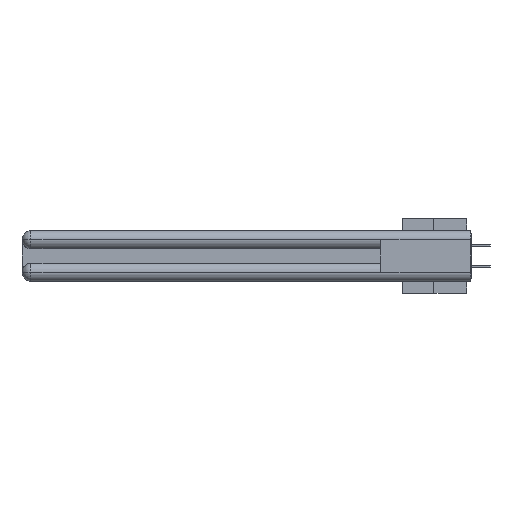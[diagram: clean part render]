
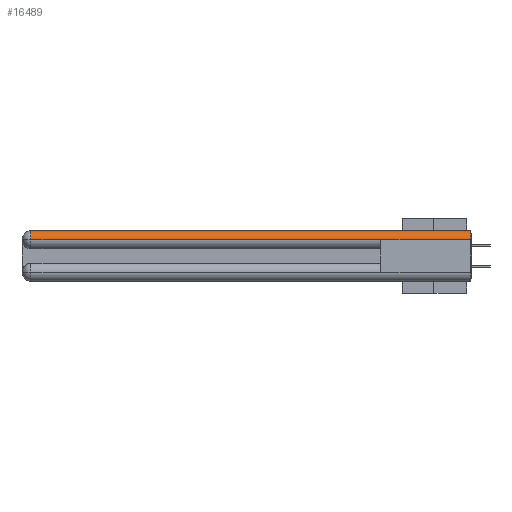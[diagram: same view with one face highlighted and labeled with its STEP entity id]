
A CAD part, left-side view. The second image highlights one B-rep face of the part: STEP entity #16489.
In plain terms, the highlighted cylindrical face has radius 1.562 mm (diameter 3.124 mm), a partial arc.
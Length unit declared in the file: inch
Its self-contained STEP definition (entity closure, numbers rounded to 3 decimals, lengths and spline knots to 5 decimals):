
#333 = VERTEX_POINT ( 'NONE', #33992 ) ;
#1290 = VERTEX_POINT ( 'NONE', #34725 ) ;
#1401 = CARTESIAN_POINT ( 'NONE',  ( 0., 2.94, -0.0615 ) ) ;
#1455 = DIRECTION ( 'NONE',  ( 0., -1., 0. ) ) ;
#1903 = DIRECTION ( 'NONE',  ( 0., 0., 1. ) ) ;
#2090 = AXIS2_PLACEMENT_3D ( 'NONE', #16080, #39956, #8436 ) ;
#2970 = ORIENTED_EDGE ( 'NONE', *, *, #21252, .T. ) ;
#3805 = VERTEX_POINT ( 'NONE', #17715 ) ;
#4901 = EDGE_CURVE ( 'NONE', #18100, #3805, #35562, .T. ) ;
#5142 = DIRECTION ( 'NONE',  ( 1., 0., 0. ) ) ;
#5149 = DIRECTION ( 'NONE',  ( 0., -1., 0. ) ) ;
#6019 = EDGE_LOOP ( 'NONE', ( #37017, #11352, #2970, #28350, #8205 ) ) ;
#6657 = DIRECTION ( 'NONE',  ( 0., 1., 0. ) ) ;
#8205 = ORIENTED_EDGE ( 'NONE', *, *, #4901, .F. ) ;
#8231 = LINE ( 'NONE', #41059, #38828 ) ;
#8237 = LINE ( 'NONE', #46445, #40542 ) ;
#8436 = DIRECTION ( 'NONE',  ( 0., 0., 1. ) ) ;
#8488 = VERTEX_POINT ( 'NONE', #1401 ) ;
#8991 = CARTESIAN_POINT ( 'NONE',  ( 0.0615, 2.94, -0.0615 ) ) ;
#9812 = CIRCLE ( 'NONE', #18476, 0.0615 ) ;
#9816 = EDGE_CURVE ( 'NONE', #3805, #1290, #8237, .T. ) ;
#10113 = CYLINDRICAL_SURFACE ( 'NONE', #2090, 0.0615 ) ;
#11352 = ORIENTED_EDGE ( 'NONE', *, *, #14086, .T. ) ;
#11617 = CARTESIAN_POINT ( 'NONE',  ( 0.0615, 0., 0. ) ) ;
#12386 = CARTESIAN_POINT ( 'NONE',  ( 0.0615, 0., 0. ) ) ;
#14086 = EDGE_CURVE ( 'NONE', #333, #8488, #9812, .T. ) ;
#14652 = LINE ( 'NONE', #11617, #20360 ) ;
#15266 = DIRECTION ( 'NONE',  ( 0., -1., 0. ) ) ;
#16080 = CARTESIAN_POINT ( 'NONE',  ( 0.0615, 0., -0.0615 ) ) ;
#16489 = ADVANCED_FACE ( 'NONE', ( #27190 ), #10113, .T. ) ;
#17715 = CARTESIAN_POINT ( 'NONE',  ( 0., 0., -0.0615 ) ) ;
#18100 = VERTEX_POINT ( 'NONE', #12386 ) ;
#18476 = AXIS2_PLACEMENT_3D ( 'NONE', #8991, #41449, #1903 ) ;
#20360 = VECTOR ( 'NONE', #5149, 39.37008 ) ;
#21252 = EDGE_CURVE ( 'NONE', #8488, #1290, #8231, .T. ) ;
#23314 = CARTESIAN_POINT ( 'NONE',  ( 0.0615, 0., -0.0615 ) ) ;
#27190 = FACE_OUTER_BOUND ( 'NONE', #6019, .T. ) ;
#28350 = ORIENTED_EDGE ( 'NONE', *, *, #9816, .F. ) ;
#33992 = CARTESIAN_POINT ( 'NONE',  ( 0.0615, 2.94, 0. ) ) ;
#34725 = CARTESIAN_POINT ( 'NONE',  ( 0., 0.6, -0.0615 ) ) ;
#35562 = CIRCLE ( 'NONE', #42469, 0.0615 ) ;
#37017 = ORIENTED_EDGE ( 'NONE', *, *, #44005, .F. ) ;
#38828 = VECTOR ( 'NONE', #15266, 39.37008 ) ;
#39956 = DIRECTION ( 'NONE',  ( 0., 1., 0. ) ) ;
#40542 = VECTOR ( 'NONE', #6657, 39.37008 ) ;
#41059 = CARTESIAN_POINT ( 'NONE',  ( 0., 3., -0.0615 ) ) ;
#41449 = DIRECTION ( 'NONE',  ( 0., -1., 0. ) ) ;
#42469 = AXIS2_PLACEMENT_3D ( 'NONE', #23314, #1455, #5142 ) ;
#44005 = EDGE_CURVE ( 'NONE', #333, #18100, #14652, .T. ) ;
#46445 = CARTESIAN_POINT ( 'NONE',  ( 0., 3., -0.0615 ) ) ;
